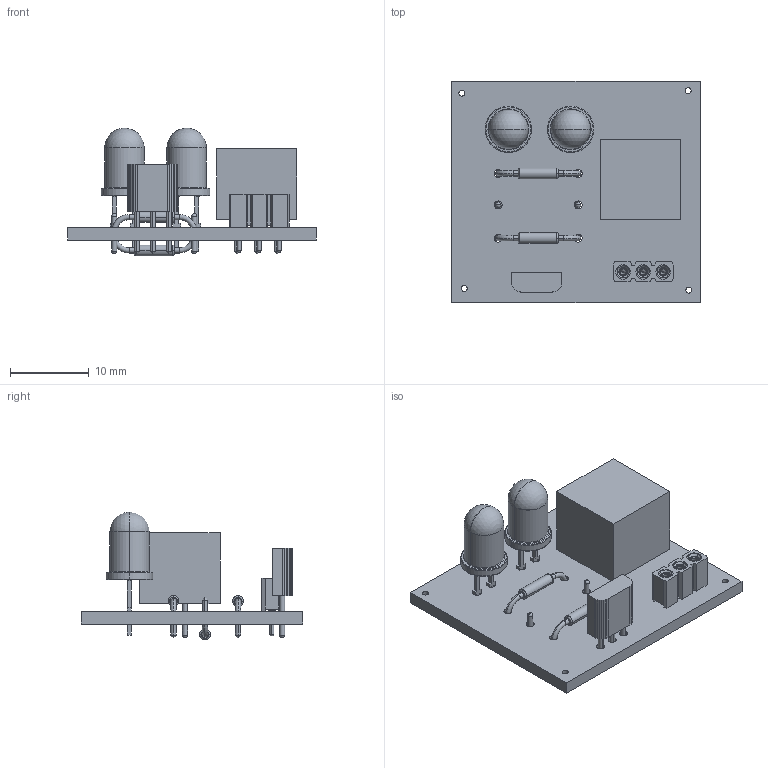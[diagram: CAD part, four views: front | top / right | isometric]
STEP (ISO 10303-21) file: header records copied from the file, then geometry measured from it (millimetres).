
FILE_DESCRIPTION(('PCB Model'),'2;1');
FILE_NAME('ir sensor.STEP', '2023-05-14T10:42:11',('karuna'),('Unspecified'), 'Open CASCADE STEP processor 6.8','Proteus','Unknown');
FILE_SCHEMA(('CONFIG_CONTROL_DESIGN','SHAPE_APPEARANCE_LAYER_MIM'));
Length unit declared in the file: millimetre
Products named in the file (29): Open CASCADE STEP translator 6.8 4; Layer_1; R1; Open CASCADE STEP translator 6.8 4.2.1; Body_1; Pin_1; Pin_2; R2; R4; Q1; Open CASCADE STEP translator 6.8 4.5.1; Pin_3; RV1; Open CASCADE STEP translator 6.8 4.6.1; J1; Open CASCADE STEP translator 6.8 4.7.1; Open CASCADE STEP translator 6.8 4.8; Open CASCADE STEP translator 6.8 4.8.1; Open CASCADE STEP translator 6.8 4.9; Open CASCADE STEP translator 6.8 4.9.1
Assembly tree (31 placements, depth 4):
  Open CASCADE STEP translator 6.8 4
    Layer_1
    R1
      Open CASCADE STEP translator 6.8 4.2.1
        Body_1
        Pin_1
        Pin_2
    R2
      Open CASCADE STEP translator 6.8 4.2.1
        Body_1
        Pin_1
        Pin_2
    R4
      Open CASCADE STEP translator 6.8 4.2.1
        Body_1
        Pin_1
        Pin_2
    Q1
      Open CASCADE STEP translator 6.8 4.5.1
        Body_1
        Pin_1
        Pin_2
        Pin_3
    RV1
      Open CASCADE STEP translator 6.8 4.6.1
        Body_1
        Pin_1
        Pin_2
        Pin_3
    J1
      Open CASCADE STEP translator 6.8 4.7.1
        Body_1
    Open CASCADE STEP translator 6.8 4.8
      Open CASCADE STEP translator 6.8 4.8.1
        Body_1
    Open CASCADE STEP translator 6.8 4.9
      Open CASCADE STEP translator 6.8 4.9.1
        Body_1
Bounding box: 31.5 x 28.1 x 16.21 mm (x, y, z)
Volume: 2586.3 mm3; surface area: 3999.1 mm2
Topology: 21 solids, 23 shells, 627 faces, 1558 edges, 937 vertices
Faces by surface type: plane 220, cylinder 208, cone 68, sphere 59, torus 42, bspline 24, extrusion 6
Entity records: 15631 total; most frequent: CARTESIAN_POINT 2392, DIRECTION 2239, ORIENTED_EDGE 2022, EDGE_CURVE 1011, AXIS2_PLACEMENT_3D 856, VERTEX_POINT 637, VECTOR 527, LINE 525
